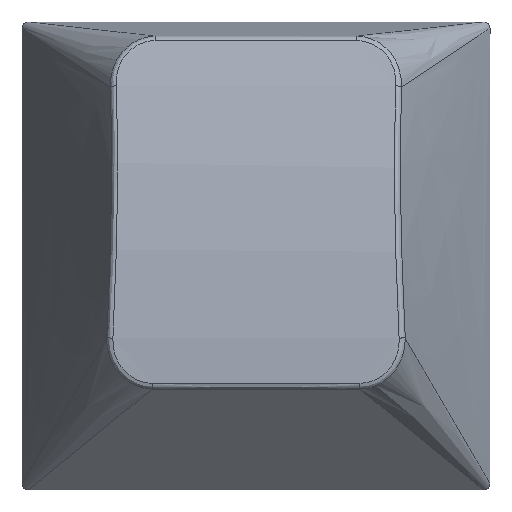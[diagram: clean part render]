
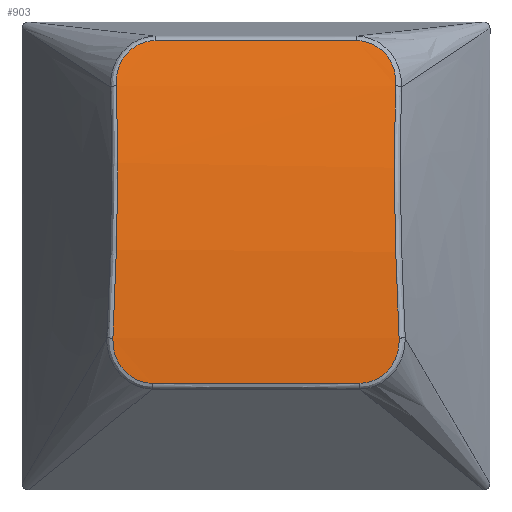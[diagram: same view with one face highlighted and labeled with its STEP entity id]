
A CAD part, top view. The second image highlights one B-rep face of the part: STEP entity #903.
In plain terms, the highlighted cylindrical face has radius 41.735 mm (diameter 83.471 mm), a partial arc.
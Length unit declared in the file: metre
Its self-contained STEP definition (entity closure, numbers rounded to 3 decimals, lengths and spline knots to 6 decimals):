
#13=CYLINDRICAL_SURFACE('',#972,0.041735);
#58=B_SPLINE_CURVE_WITH_KNOTS('',3,(#1547,#1548,#1549,#1550),
 .UNSPECIFIED.,.F.,.F.,(4,4),(0.,1.),.UNSPECIFIED.);
#59=B_SPLINE_CURVE_WITH_KNOTS('',3,(#1553,#1554,#1555,#1556,#1557),
 .UNSPECIFIED.,.F.,.F.,(4,1,4),(0.,0.5,1.),.UNSPECIFIED.);
#60=B_SPLINE_CURVE_WITH_KNOTS('',3,(#1559,#1560,#1561,#1562,#1563,#1564,
#1565,#1566,#1567,#1568,#1569,#1570,#1571,#1572,#1573,#1574,#1575,#1576,
#1577,#1578,#1579,#1580,#1581,#1582,#1583,#1584,#1585),.UNSPECIFIED.,.F.,
 .F.,(4,1,1,1,1,1,1,1,1,1,1,1,1,1,1,1,1,1,1,1,1,1,1,1,4),(0.,0.03125,0.046875,
0.0625,0.078125,0.09375,0.109375,0.125,0.140625,0.15625,0.1875,0.21875,
0.25,0.3125,0.375,0.4375,0.5,0.625,0.75,0.78125,0.8125,0.84375,0.875,0.9375,
1.),.UNSPECIFIED.);
#61=B_SPLINE_CURVE_WITH_KNOTS('',3,(#1587,#1588,#1589,#1590,#1591),
 .UNSPECIFIED.,.F.,.F.,(4,1,4),(0.,0.499994,0.999987),
 .UNSPECIFIED.);
#62=B_SPLINE_CURVE_WITH_KNOTS('',3,(#1593,#1594,#1595,#1596),
 .UNSPECIFIED.,.F.,.F.,(4,4),(0.,1.),.UNSPECIFIED.);
#63=B_SPLINE_CURVE_WITH_KNOTS('',3,(#1598,#1599,#1600,#1601,#1602),
 .UNSPECIFIED.,.F.,.F.,(4,1,4),(0.000013,0.500006,1.),
 .UNSPECIFIED.);
#64=B_SPLINE_CURVE_WITH_KNOTS('',3,(#1604,#1605,#1606,#1607,#1608,#1609,
#1610,#1611,#1612,#1613,#1614,#1615,#1616,#1617,#1618,#1619,#1620,#1621,
#1622,#1623),.UNSPECIFIED.,.F.,.F.,(4,1,1,1,1,1,1,1,1,1,1,1,1,1,1,1,1,4),
(0.,0.03125,0.0625,0.078125,0.09375,0.125,0.1875,0.25,0.3125,0.375,0.5,
0.5625,0.625,0.6875,0.75,0.8125,0.875,1.),.UNSPECIFIED.);
#65=B_SPLINE_CURVE_WITH_KNOTS('',3,(#1625,#1626,#1627,#1628,#1629),
 .UNSPECIFIED.,.F.,.F.,(4,1,4),(0.,0.5,1.),.UNSPECIFIED.);
#342=ORIENTED_EDGE('',*,*,#570,.F.);
#343=ORIENTED_EDGE('',*,*,#571,.F.);
#344=ORIENTED_EDGE('',*,*,#572,.F.);
#345=ORIENTED_EDGE('',*,*,#573,.F.);
#346=ORIENTED_EDGE('',*,*,#574,.F.);
#347=ORIENTED_EDGE('',*,*,#575,.F.);
#348=ORIENTED_EDGE('',*,*,#576,.F.);
#349=ORIENTED_EDGE('',*,*,#577,.F.);
#570=EDGE_CURVE('',#689,#690,#58,.F.);
#571=EDGE_CURVE('',#691,#689,#59,.F.);
#572=EDGE_CURVE('',#692,#691,#60,.F.);
#573=EDGE_CURVE('',#693,#692,#61,.F.);
#574=EDGE_CURVE('',#694,#693,#62,.F.);
#575=EDGE_CURVE('',#695,#694,#63,.F.);
#576=EDGE_CURVE('',#696,#695,#64,.F.);
#577=EDGE_CURVE('',#690,#696,#65,.F.);
#689=VERTEX_POINT('',#1551);
#690=VERTEX_POINT('',#1552);
#691=VERTEX_POINT('',#1558);
#692=VERTEX_POINT('',#1586);
#693=VERTEX_POINT('',#1592);
#694=VERTEX_POINT('',#1597);
#695=VERTEX_POINT('',#1603);
#696=VERTEX_POINT('',#1624);
#763=EDGE_LOOP('',(#342,#343,#344,#345,#346,#347,#348,#349));
#819=FACE_BOUND('',#763,.T.);
#903=ADVANCED_FACE('',(#819),#13,.T.);
#972=AXIS2_PLACEMENT_3D('',#1546,#1092,#1093);
#1092=DIRECTION('',(1.,0.,0.));
#1093=DIRECTION('',(0.,0.167,0.986));
#1546=CARTESIAN_POINT('',(-0.019957,0.051509,-0.033032));
#1547=CARTESIAN_POINT('',(0.004753,0.051399,0.008703));
#1548=CARTESIAN_POINT('',(0.007418,0.051399,0.008703));
#1549=CARTESIAN_POINT('',(0.010082,0.051399,0.008703));
#1550=CARTESIAN_POINT('',(0.012747,0.051399,0.008703));
#1551=CARTESIAN_POINT('',(0.012747,0.051399,0.008703));
#1552=CARTESIAN_POINT('',(0.004753,0.051399,0.008703));
#1553=CARTESIAN_POINT('',(0.012747,0.051399,0.008703));
#1554=CARTESIAN_POINT('',(0.013173,0.051399,0.008703));
#1555=CARTESIAN_POINT('',(0.014009,0.051826,0.008706));
#1556=CARTESIAN_POINT('',(0.014272,0.0527,0.008689));
#1557=CARTESIAN_POINT('',(0.014254,0.053136,0.008672));
#1558=CARTESIAN_POINT('',(0.014254,0.053136,0.008672));
#1559=CARTESIAN_POINT('',(0.014254,0.053136,0.008672));
#1560=CARTESIAN_POINT('',(0.01425,0.053239,0.008668));
#1561=CARTESIAN_POINT('',(0.014243,0.053395,0.008661));
#1562=CARTESIAN_POINT('',(0.014234,0.053592,0.008652));
#1563=CARTESIAN_POINT('',(0.014226,0.05377,0.008642));
#1564=CARTESIAN_POINT('',(0.014223,0.053833,0.008639));
#1565=CARTESIAN_POINT('',(0.014217,0.053978,0.00863));
#1566=CARTESIAN_POINT('',(0.01421,0.054141,0.008621));
#1567=CARTESIAN_POINT('',(0.014199,0.054383,0.008605));
#1568=CARTESIAN_POINT('',(0.014194,0.054518,0.008595));
#1569=CARTESIAN_POINT('',(0.014185,0.054733,0.008579));
#1570=CARTESIAN_POINT('',(0.014175,0.054986,0.008559));
#1571=CARTESIAN_POINT('',(0.014163,0.055294,0.008532));
#1572=CARTESIAN_POINT('',(0.014149,0.055684,0.008495));
#1573=CARTESIAN_POINT('',(0.014129,0.056252,0.008435));
#1574=CARTESIAN_POINT('',(0.014111,0.056865,0.00836));
#1575=CARTESIAN_POINT('',(0.014095,0.057471,0.008277));
#1576=CARTESIAN_POINT('',(0.014078,0.058206,0.008166));
#1577=CARTESIAN_POINT('',(0.014062,0.059309,0.007975));
#1578=CARTESIAN_POINT('',(0.01406,0.060187,0.007794));
#1579=CARTESIAN_POINT('',(0.014064,0.060754,0.007667));
#1580=CARTESIAN_POINT('',(0.014067,0.061068,0.007595));
#1581=CARTESIAN_POINT('',(0.014072,0.061369,0.007522));
#1582=CARTESIAN_POINT('',(0.01408,0.061742,0.007431));
#1583=CARTESIAN_POINT('',(0.014098,0.062356,0.007271));
#1584=CARTESIAN_POINT('',(0.014114,0.062697,0.007176));
#1585=CARTESIAN_POINT('',(0.014124,0.062844,0.007135));
#1586=CARTESIAN_POINT('',(0.014124,0.062844,0.007135));
#1587=CARTESIAN_POINT('',(0.014124,0.062844,0.007135));
#1588=CARTESIAN_POINT('',(0.01415,0.063277,0.007012));
#1589=CARTESIAN_POINT('',(0.013913,0.064138,0.006752));
#1590=CARTESIAN_POINT('',(0.013064,0.064578,0.006604));
#1591=CARTESIAN_POINT('',(0.012627,0.064578,0.006604));
#1592=CARTESIAN_POINT('',(0.012627,0.064578,0.006604));
#1593=CARTESIAN_POINT('',(0.012627,0.064578,0.006604));
#1594=CARTESIAN_POINT('',(0.010042,0.064578,0.006604));
#1595=CARTESIAN_POINT('',(0.007458,0.064578,0.006604));
#1596=CARTESIAN_POINT('',(0.004873,0.064578,0.006604));
#1597=CARTESIAN_POINT('',(0.004873,0.064578,0.006604));
#1598=CARTESIAN_POINT('',(0.004873,0.064578,0.006604));
#1599=CARTESIAN_POINT('',(0.004425,0.064578,0.006604));
#1600=CARTESIAN_POINT('',(0.003591,0.06414,0.006751));
#1601=CARTESIAN_POINT('',(0.00335,0.063277,0.007013));
#1602=CARTESIAN_POINT('',(0.003376,0.062844,0.007135));
#1603=CARTESIAN_POINT('',(0.003376,0.062844,0.007135));
#1604=CARTESIAN_POINT('',(0.003376,0.062844,0.007135));
#1605=CARTESIAN_POINT('',(0.003381,0.06277,0.007156));
#1606=CARTESIAN_POINT('',(0.00339,0.062603,0.007203));
#1607=CARTESIAN_POINT('',(0.003401,0.062327,0.007277));
#1608=CARTESIAN_POINT('',(0.003409,0.062098,0.007338));
#1609=CARTESIAN_POINT('',(0.003415,0.061912,0.007386));
#1610=CARTESIAN_POINT('',(0.003425,0.061545,0.00748));
#1611=CARTESIAN_POINT('',(0.003433,0.061087,0.007591));
#1612=CARTESIAN_POINT('',(0.003439,0.060439,0.007739));
#1613=CARTESIAN_POINT('',(0.003439,0.059888,0.007855));
#1614=CARTESIAN_POINT('',(0.003435,0.059081,0.008015));
#1615=CARTESIAN_POINT('',(0.003422,0.058213,0.008165));
#1616=CARTESIAN_POINT('',(0.003405,0.057461,0.008278));
#1617=CARTESIAN_POINT('',(0.003389,0.056854,0.008361));
#1618=CARTESIAN_POINT('',(0.00337,0.05624,0.008436));
#1619=CARTESIAN_POINT('',(0.003348,0.055578,0.008506));
#1620=CARTESIAN_POINT('',(0.003326,0.055,0.008559));
#1621=CARTESIAN_POINT('',(0.003291,0.054148,0.008624));
#1622=CARTESIAN_POINT('',(0.003265,0.053546,0.008656));
#1623=CARTESIAN_POINT('',(0.003246,0.053136,0.008672));
#1624=CARTESIAN_POINT('',(0.003246,0.053136,0.008672));
#1625=CARTESIAN_POINT('',(0.003246,0.053136,0.008672));
#1626=CARTESIAN_POINT('',(0.003228,0.0527,0.008689));
#1627=CARTESIAN_POINT('',(0.003491,0.051826,0.008706));
#1628=CARTESIAN_POINT('',(0.004327,0.051399,0.008703));
#1629=CARTESIAN_POINT('',(0.004753,0.051399,0.008703));
